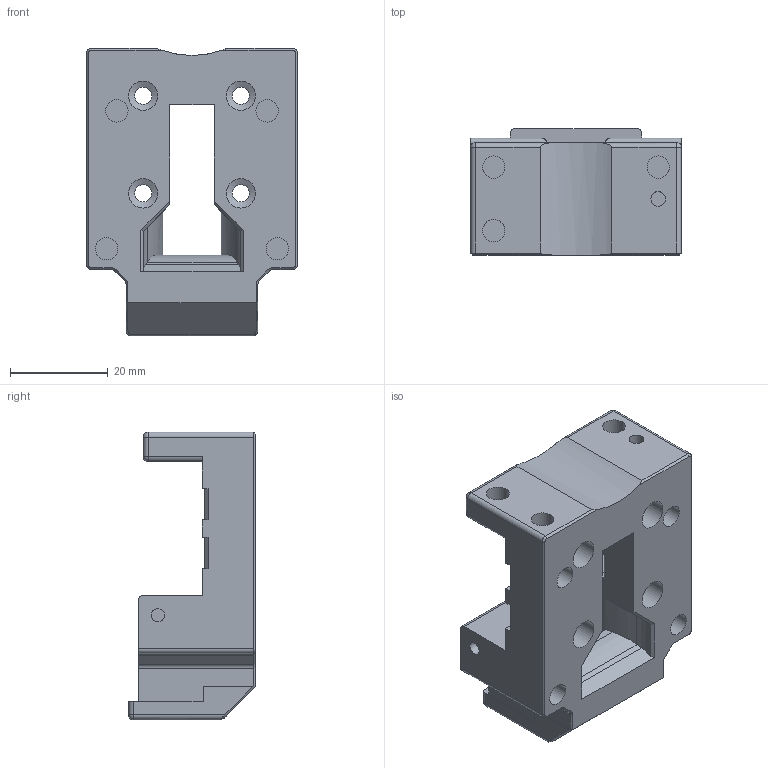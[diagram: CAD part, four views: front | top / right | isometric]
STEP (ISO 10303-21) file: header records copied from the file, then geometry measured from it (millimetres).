
FILE_DESCRIPTION(/* description */ (''),/* implementation_level */ '2;1');
FILE_NAME(/* name */ 'mantis mgn12 klicky carriage v3.step',/* time_stamp */ '2022-01-29T14:55:17-05:00',/* author */ (''),/* organization */ (''),/* preprocessor_version */ 'ST-DEVELOPER v18.1',/* originating_system */ 'Autodesk Translation Framework v10.13.0.1454',/* authorisation */ '');
FILE_SCHEMA (('AUTOMOTIVE_DESIGN { 1 0 10303 214 3 1 1 }'));
Length unit declared in the file: millimetre
Products named in the file (1): mantis mgn12 klicky carriage
Bounding box: 43.2 x 26 x 58.94 mm (x, y, z)
Volume: 28805.8 mm3; surface area: 12684.3 mm2
Topology: 1 solids, 1 shells, 362 faces, 998 edges, 641 vertices
Faces by surface type: plane 250, cylinder 72, cone 19, bspline 15, sphere 6
Full cylindrical faces by diameter (mm): 1.8 x2, 2.385 x2, 2.7 x1, 3 x1, 3.5 x4, 4.6 x7, 6 x4
Entity records: 11902 total; most frequent: CARTESIAN_POINT 2588, ORIENTED_EDGE 1996, DIRECTION 1836, EDGE_CURVE 998, LINE 764, VECTOR 764, VERTEX_POINT 641, AXIS2_PLACEMENT_3D 536
